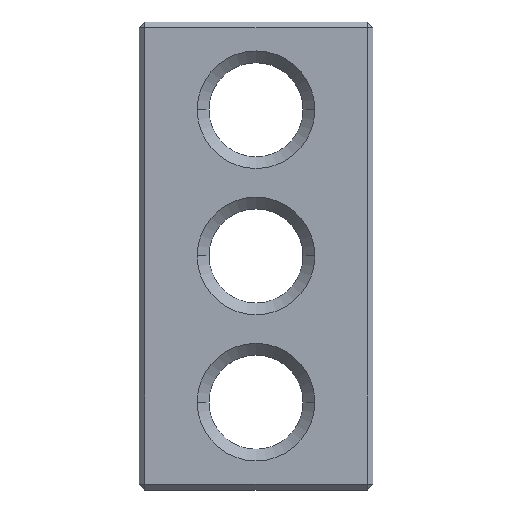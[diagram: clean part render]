
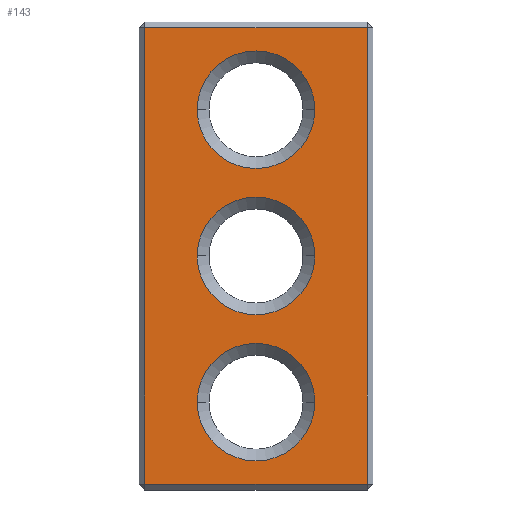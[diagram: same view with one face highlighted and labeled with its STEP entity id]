
A CAD part, top view. The second image highlights one B-rep face of the part: STEP entity #143.
In plain terms, the highlighted planar face has unit normal (0, 0, 1).
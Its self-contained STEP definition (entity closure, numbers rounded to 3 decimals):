
#143=ADVANCED_FACE('',(#289,#290,#291,#292),#293,.T.);
#289=FACE_BOUND('',#435,.T.);
#290=FACE_BOUND('',#436,.T.);
#291=FACE_BOUND('',#437,.T.);
#292=FACE_OUTER_BOUND('',#438,.T.);
#293=PLANE('',#439);
#435=EDGE_LOOP('',(#757,#758));
#436=EDGE_LOOP('',(#759,#760));
#437=EDGE_LOOP('',(#761,#762));
#438=EDGE_LOOP('',(#763,#764,#765,#766));
#439=AXIS2_PLACEMENT_3D('',#767,#768,#769);
#757=ORIENTED_EDGE('',*,*,#865,.F.);
#758=ORIENTED_EDGE('',*,*,#943,.F.);
#759=ORIENTED_EDGE('',*,*,#914,.F.);
#760=ORIENTED_EDGE('',*,*,#911,.F.);
#761=ORIENTED_EDGE('',*,*,#872,.F.);
#762=ORIENTED_EDGE('',*,*,#916,.F.);
#763=ORIENTED_EDGE('',*,*,#944,.F.);
#764=ORIENTED_EDGE('',*,*,#884,.F.);
#765=ORIENTED_EDGE('',*,*,#904,.F.);
#766=ORIENTED_EDGE('',*,*,#876,.F.);
#767=CARTESIAN_POINT('',(-60.0,160.0,12.0));
#768=DIRECTION('',(0.0,0.0,1.0));
#769=DIRECTION('',(1.0,0.0,0.0));
#865=EDGE_CURVE('',#1028,#1024,#1030,.T.);
#872=EDGE_CURVE('',#1037,#1034,#1039,.T.);
#876=EDGE_CURVE('',#1043,#1041,#1045,.T.);
#884=EDGE_CURVE('',#1055,#1053,#1057,.T.);
#904=EDGE_CURVE('',#1041,#1055,#1083,.T.);
#911=EDGE_CURVE('',#1091,#1093,#1094,.T.);
#914=EDGE_CURVE('',#1093,#1091,#1097,.T.);
#916=EDGE_CURVE('',#1034,#1037,#1099,.T.);
#943=EDGE_CURVE('',#1024,#1028,#1126,.T.);
#944=EDGE_CURVE('',#1053,#1043,#1127,.T.);
#1024=VERTEX_POINT('',#1232);
#1028=VERTEX_POINT('',#1237);
#1030=CIRCLE('',#1240,10.05);
#1034=VERTEX_POINT('',#1244);
#1037=VERTEX_POINT('',#1248);
#1039=CIRCLE('',#1251,10.05);
#1041=VERTEX_POINT('',#1253);
#1043=VERTEX_POINT('',#1256);
#1045=LINE('',#1259,#1260);
#1053=VERTEX_POINT('',#1271);
#1055=VERTEX_POINT('',#1274);
#1057=LINE('',#1277,#1278);
#1083=LINE('',#1315,#1316);
#1091=VERTEX_POINT('',#1326);
#1093=VERTEX_POINT('',#1329);
#1094=CIRCLE('',#1330,10.05);
#1097=CIRCLE('',#1334,10.05);
#1099=CIRCLE('',#1336,10.05);
#1126=CIRCLE('',#1374,10.05);
#1127=LINE('',#1375,#1376);
#1232=CARTESIAN_POINT('',(-50.05,175.0,12.0));
#1237=CARTESIAN_POINT('',(-29.95,175.0,12.0));
#1240=AXIS2_PLACEMENT_3D('',#1441,#1442,#1443);
#1244=CARTESIAN_POINT('',(-50.05,200.0,12.0));
#1248=CARTESIAN_POINT('',(-29.95,200.0,12.0));
#1251=AXIS2_PLACEMENT_3D('',#1452,#1453,#1454);
#1253=CARTESIAN_POINT('',(-59.0,239.0,12.0));
#1256=CARTESIAN_POINT('',(-59.0,161.0,12.0));
#1259=CARTESIAN_POINT('',(-59.0,160.0,12.0));
#1260=VECTOR('',#1457,1.0);
#1271=CARTESIAN_POINT('',(-21.0,161.0,12.0));
#1274=CARTESIAN_POINT('',(-21.0,239.0,12.0));
#1277=CARTESIAN_POINT('',(-21.0,200.0,12.0));
#1278=VECTOR('',#1463,1.0);
#1315=CARTESIAN_POINT('',(-60.0,239.0,12.0));
#1316=VECTOR('',#1484,1.0);
#1326=CARTESIAN_POINT('',(-50.05,225.0,12.0));
#1329=CARTESIAN_POINT('',(-29.95,225.0,12.0));
#1330=AXIS2_PLACEMENT_3D('',#1491,#1492,#1493);
#1334=AXIS2_PLACEMENT_3D('',#1495,#1496,#1497);
#1336=AXIS2_PLACEMENT_3D('',#1498,#1499,#1500);
#1374=AXIS2_PLACEMENT_3D('',#1518,#1519,#1520);
#1375=CARTESIAN_POINT('',(-40.0,161.0,12.0));
#1376=VECTOR('',#1521,1.0);
#1441=CARTESIAN_POINT('',(-40.0,175.0,12.0));
#1442=DIRECTION('',(0.0,0.0,1.0));
#1443=DIRECTION('',(-1.0,0.0,0.0));
#1452=CARTESIAN_POINT('',(-40.0,200.0,12.0));
#1453=DIRECTION('',(0.0,0.0,1.0));
#1454=DIRECTION('',(-1.0,0.0,0.0));
#1457=DIRECTION('',(0.0,1.0,0.0));
#1463=DIRECTION('',(0.0,-1.0,0.0));
#1484=DIRECTION('',(1.0,0.0,0.0));
#1491=CARTESIAN_POINT('',(-40.0,225.0,12.0));
#1492=DIRECTION('',(0.0,0.0,1.0));
#1493=DIRECTION('',(-1.0,0.0,0.0));
#1495=CARTESIAN_POINT('',(-40.0,225.0,12.0));
#1496=DIRECTION('',(0.0,0.0,1.0));
#1497=DIRECTION('',(-1.0,0.0,0.0));
#1498=CARTESIAN_POINT('',(-40.0,200.0,12.0));
#1499=DIRECTION('',(0.0,0.0,1.0));
#1500=DIRECTION('',(-1.0,0.0,0.0));
#1518=CARTESIAN_POINT('',(-40.0,175.0,12.0));
#1519=DIRECTION('',(0.0,0.0,1.0));
#1520=DIRECTION('',(-1.0,0.0,0.0));
#1521=DIRECTION('',(-1.0,0.0,0.0));
